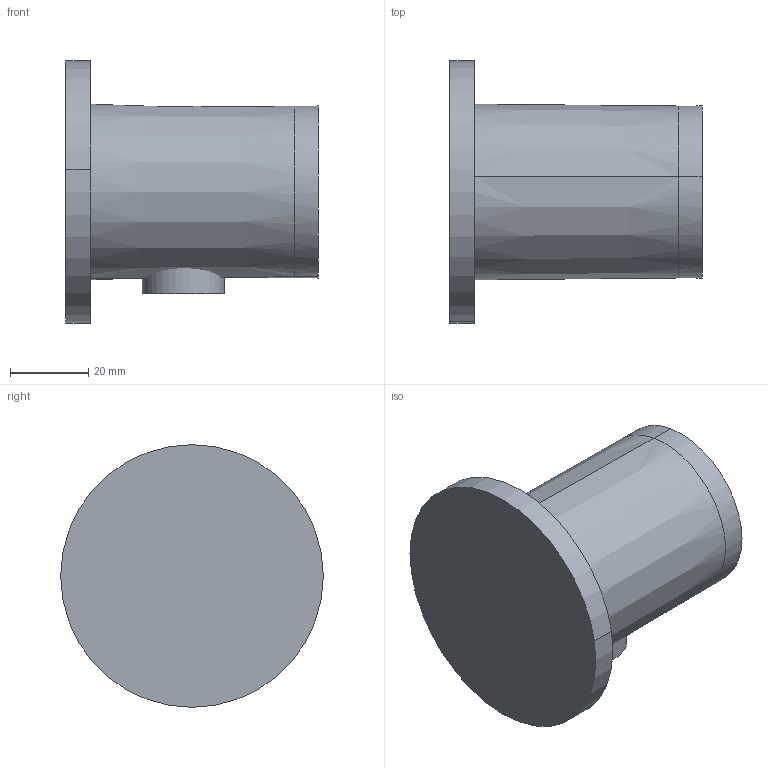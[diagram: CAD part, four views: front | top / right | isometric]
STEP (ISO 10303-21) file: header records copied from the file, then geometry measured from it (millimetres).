
FILE_DESCRIPTION(/* description */ ('AP214 STEP file'),/* implementation_level */ '2;1');
FILE_NAME(/* name */ '28636000_x_t_out.stp',/* time_stamp */ '2025-09-30T09:38:45+02:00',/* author */ (''),/* organization */ (''),/* preprocessor_version */ 'ST-DEVELOPER v18.1',/* originating_system */ 'Elysium Co. Ltd. STEP Translator v8.3.0.0',/* authorisation */ '');
FILE_SCHEMA (('AUTOMOTIVE_DESIGN { 1 0 10303 214 3 1 1 }'));
Length unit declared in the file: millimetre
Products named in the file (1): 28636000_extract
Bounding box: 64.5 x 67.2 x 67.2 mm (x, y, z)
Volume: 112296.8 mm3; surface area: 18002.9 mm2
Topology: 1 solids, 2 shells, 12 faces, 26 edges, 18 vertices
Faces by surface type: cylinder 6, plane 4, cone 2
Entity records: 357 total; most frequent: CARTESIAN_POINT 73, ORIENTED_EDGE 46, AXIS2_PLACEMENT_3D 27, EDGE_CURVE 26, STYLED_ITEM 24, VERTEX_POINT 18, DIRECTION 16, CIRCLE 14
